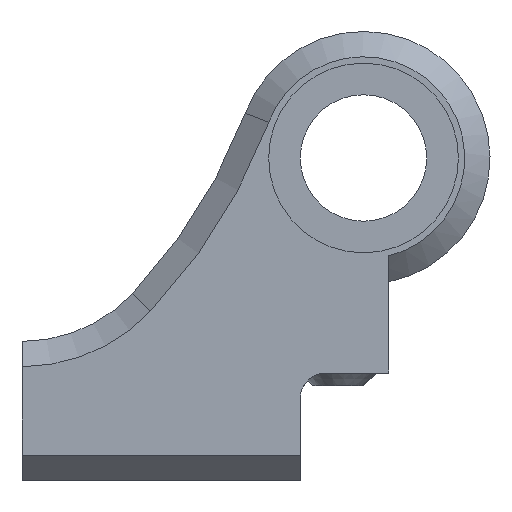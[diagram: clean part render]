
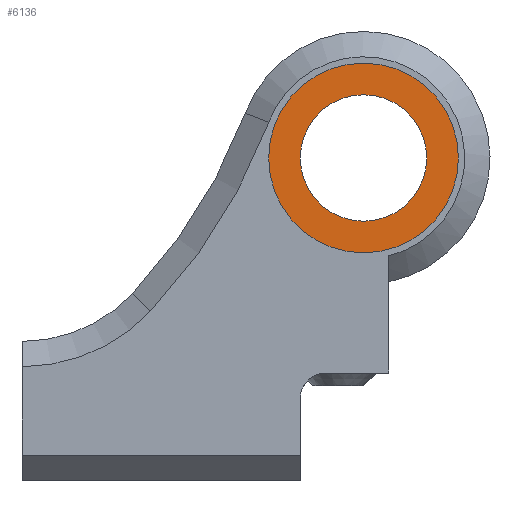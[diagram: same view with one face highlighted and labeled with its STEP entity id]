
A CAD part, front view. The second image highlights one B-rep face of the part: STEP entity #6136.
In plain terms, the highlighted face is planar.
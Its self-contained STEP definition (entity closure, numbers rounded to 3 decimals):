
#3742 = CYLINDRICAL_SURFACE('',#3743,5.);
#3743 = AXIS2_PLACEMENT_3D('',#3744,#3745,#3746);
#3744 = CARTESIAN_POINT('',(27.,0.,20.));
#3745 = DIRECTION('',(0.,1.,0.));
#3746 = DIRECTION('',(-1.,0.,0.));
#5573 = CYLINDRICAL_SURFACE('',#5574,7.5);
#5574 = AXIS2_PLACEMENT_3D('',#5575,#5576,#5577);
#5575 = CARTESIAN_POINT('',(27.,-2.,20.));
#5576 = DIRECTION('',(0.,-1.,0.));
#5577 = DIRECTION('',(1.,0.,0.));
#6083 = VERTEX_POINT('',#6084);
#6084 = CARTESIAN_POINT('',(34.5,-2.,20.));
#6105 = EDGE_CURVE('',#6083,#6083,#6106,.T.);
#6106 = SURFACE_CURVE('',#6107,(#6112,#6119),.PCURVE_S1.);
#6107 = CIRCLE('',#6108,7.5);
#6108 = AXIS2_PLACEMENT_3D('',#6109,#6110,#6111);
#6109 = CARTESIAN_POINT('',(27.,-2.,20.));
#6110 = DIRECTION('',(0.,-1.,0.));
#6111 = DIRECTION('',(1.,0.,0.));
#6112 = PCURVE('',#5573,#6113);
#6113 = DEFINITIONAL_REPRESENTATION('',(#6114),#6118);
#6114 = LINE('',#6115,#6116);
#6115 = CARTESIAN_POINT('',(0.,0.));
#6116 = VECTOR('',#6117,1.);
#6117 = DIRECTION('',(1.,0.));
#6118 = ( GEOMETRIC_REPRESENTATION_CONTEXT(2) 
PARAMETRIC_REPRESENTATION_CONTEXT() REPRESENTATION_CONTEXT('2D SPACE',''
  ) );
#6119 = PCURVE('',#6120,#6125);
#6120 = PLANE('',#6121);
#6121 = AXIS2_PLACEMENT_3D('',#6122,#6123,#6124);
#6122 = CARTESIAN_POINT('',(27.,-2.,20.));
#6123 = DIRECTION('',(0.,-1.,0.));
#6124 = DIRECTION('',(1.,0.,0.));
#6125 = DEFINITIONAL_REPRESENTATION('',(#6126),#6130);
#6126 = CIRCLE('',#6127,7.5);
#6127 = AXIS2_PLACEMENT_2D('',#6128,#6129);
#6128 = CARTESIAN_POINT('',(0.,0.));
#6129 = DIRECTION('',(1.,0.));
#6130 = ( GEOMETRIC_REPRESENTATION_CONTEXT(2) 
PARAMETRIC_REPRESENTATION_CONTEXT() REPRESENTATION_CONTEXT('2D SPACE',''
  ) );
#6136 = ADVANCED_FACE('',(#6137,#6140),#6120,.F.);
#6137 = FACE_BOUND('',#6138,.F.);
#6138 = EDGE_LOOP('',(#6139));
#6139 = ORIENTED_EDGE('',*,*,#6105,.T.);
#6140 = FACE_BOUND('',#6141,.F.);
#6141 = EDGE_LOOP('',(#6142));
#6142 = ORIENTED_EDGE('',*,*,#6143,.T.);
#6143 = EDGE_CURVE('',#6144,#6144,#6146,.T.);
#6144 = VERTEX_POINT('',#6145);
#6145 = CARTESIAN_POINT('',(22.,-2.,20.));
#6146 = SURFACE_CURVE('',#6147,(#6152,#6163),.PCURVE_S1.);
#6147 = CIRCLE('',#6148,5.);
#6148 = AXIS2_PLACEMENT_3D('',#6149,#6150,#6151);
#6149 = CARTESIAN_POINT('',(27.,-2.,20.));
#6150 = DIRECTION('',(0.,1.,0.));
#6151 = DIRECTION('',(-1.,0.,0.));
#6152 = PCURVE('',#6120,#6153);
#6153 = DEFINITIONAL_REPRESENTATION('',(#6154),#6162);
#6154 = ( BOUNDED_CURVE() B_SPLINE_CURVE(2,(#6155,#6156,#6157,#6158,
#6159,#6160,#6161),.UNSPECIFIED.,.T.,.F.) B_SPLINE_CURVE_WITH_KNOTS((1,2
    ,2,2,2,1),(-2.094,0.,2.094,4.189,
6.283,8.378),.UNSPECIFIED.) CURVE() 
GEOMETRIC_REPRESENTATION_ITEM() RATIONAL_B_SPLINE_CURVE((1.,0.5,1.,0.5,
1.,0.5,1.)) REPRESENTATION_ITEM('') );
#6155 = CARTESIAN_POINT('',(-5.,0.));
#6156 = CARTESIAN_POINT('',(-5.,8.66));
#6157 = CARTESIAN_POINT('',(2.5,4.33));
#6158 = CARTESIAN_POINT('',(10.,0.));
#6159 = CARTESIAN_POINT('',(2.5,-4.33));
#6160 = CARTESIAN_POINT('',(-5.,-8.66));
#6161 = CARTESIAN_POINT('',(-5.,0.));
#6162 = ( GEOMETRIC_REPRESENTATION_CONTEXT(2) 
PARAMETRIC_REPRESENTATION_CONTEXT() REPRESENTATION_CONTEXT('2D SPACE',''
  ) );
#6163 = PCURVE('',#3742,#6164);
#6164 = DEFINITIONAL_REPRESENTATION('',(#6165),#6191);
#6165 = B_SPLINE_CURVE_WITH_KNOTS('',3,(#6166,#6167,#6168,#6169,#6170,
    #6171,#6172,#6173,#6174,#6175,#6176,#6177,#6178,#6179,#6180,#6181,
    #6182,#6183,#6184,#6185,#6186,#6187,#6188,#6189,#6190),
  .UNSPECIFIED.,.F.,.F.,(4,1,1,1,1,1,1,1,1,1,1,1,1,1,1,1,1,1,1,1,1,1,4),
  (0.,0.286,0.571,0.857,1.142,
    1.428,1.714,1.999,2.285,
    2.57,2.856,3.142,3.427,
    3.713,3.998,4.284,4.57,
    4.855,5.141,5.426,5.712,
    5.998,6.283),.QUASI_UNIFORM_KNOTS.);
#6166 = CARTESIAN_POINT('',(0.,-2.));
#6167 = CARTESIAN_POINT('',(0.095,-2.));
#6168 = CARTESIAN_POINT('',(0.286,-2.));
#6169 = CARTESIAN_POINT('',(0.571,-2.));
#6170 = CARTESIAN_POINT('',(0.857,-2.));
#6171 = CARTESIAN_POINT('',(1.142,-2.));
#6172 = CARTESIAN_POINT('',(1.428,-2.));
#6173 = CARTESIAN_POINT('',(1.714,-2.));
#6174 = CARTESIAN_POINT('',(1.999,-2.));
#6175 = CARTESIAN_POINT('',(2.285,-2.));
#6176 = CARTESIAN_POINT('',(2.57,-2.));
#6177 = CARTESIAN_POINT('',(2.856,-2.));
#6178 = CARTESIAN_POINT('',(3.142,-2.));
#6179 = CARTESIAN_POINT('',(3.427,-2.));
#6180 = CARTESIAN_POINT('',(3.713,-2.));
#6181 = CARTESIAN_POINT('',(3.998,-2.));
#6182 = CARTESIAN_POINT('',(4.284,-2.));
#6183 = CARTESIAN_POINT('',(4.57,-2.));
#6184 = CARTESIAN_POINT('',(4.855,-2.));
#6185 = CARTESIAN_POINT('',(5.141,-2.));
#6186 = CARTESIAN_POINT('',(5.426,-2.));
#6187 = CARTESIAN_POINT('',(5.712,-2.));
#6188 = CARTESIAN_POINT('',(5.998,-2.));
#6189 = CARTESIAN_POINT('',(6.188,-2.));
#6190 = CARTESIAN_POINT('',(6.283,-2.));
#6191 = ( GEOMETRIC_REPRESENTATION_CONTEXT(2) 
PARAMETRIC_REPRESENTATION_CONTEXT() REPRESENTATION_CONTEXT('2D SPACE',''
  ) );
